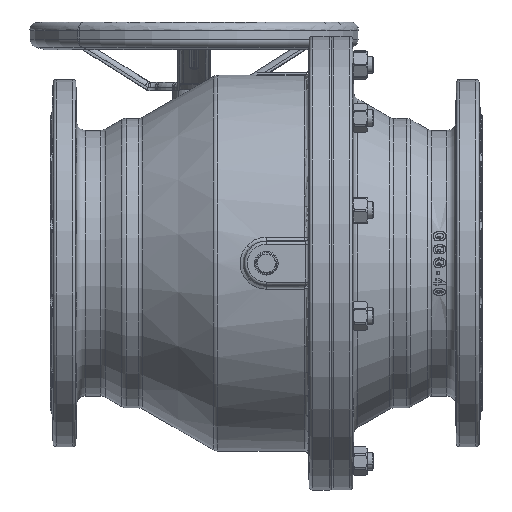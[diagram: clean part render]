
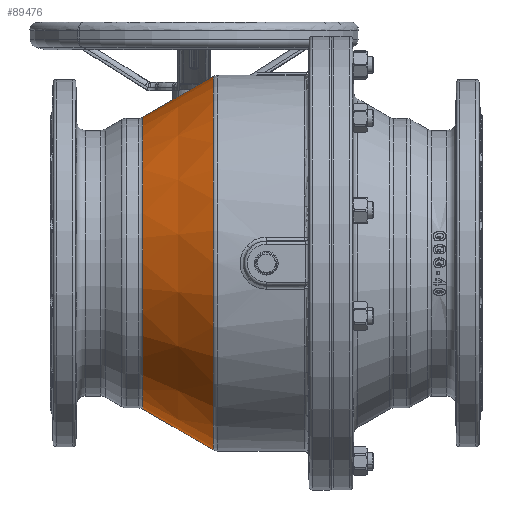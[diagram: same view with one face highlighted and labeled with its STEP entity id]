
A CAD part, front view. The second image highlights one B-rep face of the part: STEP entity #89476.
In plain terms, the highlighted conical face has half-angle 30 degrees and reference radius 174 mm.
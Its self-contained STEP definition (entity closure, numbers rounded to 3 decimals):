
#1717 = VERTEX_POINT ( 'NONE', #140894 ) ;
#2911 = DIRECTION ( 'NONE',  ( 0., 0., -1. ) ) ;
#3972 = AXIS2_PLACEMENT_3D ( 'NONE', #156722, #79839, #2911 ) ;
#6739 = CONICAL_SURFACE ( 'NONE', #92198, 174., 0.524 ) ;
#16447 = DIRECTION ( 'NONE',  ( 1., 0., 0. ) ) ;
#23757 = LINE ( 'NONE', #103230, #156393 ) ;
#29282 = CARTESIAN_POINT ( 'NONE',  ( -251.032, 0., 0. ) ) ;
#37699 = CIRCLE ( 'NONE', #3972, 135.072 ) ;
#41987 = EDGE_CURVE ( 'NONE', #43221, #1717, #37699, .T. ) ;
#43221 = VERTEX_POINT ( 'NONE', #136024 ) ;
#44864 = FACE_OUTER_BOUND ( 'NONE', #93756, .T. ) ;
#48295 = LINE ( 'NONE', #90812, #146743 ) ;
#50516 = EDGE_CURVE ( 'NONE', #1717, #98750, #23757, .T. ) ;
#52036 = DIRECTION ( 'NONE',  ( 0.866, 0., 0.5 ) ) ;
#55710 = CARTESIAN_POINT ( 'NONE',  ( -252.889, 0., 0. ) ) ;
#68592 = DIRECTION ( 'NONE',  ( 0., 0., 1. ) ) ;
#79839 = DIRECTION ( 'NONE',  ( 1., 0., 0. ) ) ;
#89397 = CIRCLE ( 'NONE', #143307, 172.928 ) ;
#89476 = ADVANCED_FACE ( 'NONE', ( #44864 ), #6739, .T. ) ;
#90296 = DIRECTION ( 'NONE',  ( 0.866, 0., -0.5 ) ) ;
#90688 = ORIENTED_EDGE ( 'NONE', *, *, #41987, .T. ) ;
#90812 = CARTESIAN_POINT ( 'NONE',  ( -251.032, 0., 174. ) ) ;
#92198 = AXIS2_PLACEMENT_3D ( 'NONE', #29282, #16447, #119115 ) ;
#93756 = EDGE_LOOP ( 'NONE', ( #105275, #90688, #127370, #139111 ) ) ;
#95654 = CARTESIAN_POINT ( 'NONE',  ( -252.889, 0., 172.928 ) ) ;
#98750 = VERTEX_POINT ( 'NONE', #126584 ) ;
#103230 = CARTESIAN_POINT ( 'NONE',  ( -251.032, 0., -174. ) ) ;
#105275 = ORIENTED_EDGE ( 'NONE', *, *, #124690, .F. ) ;
#116300 = EDGE_CURVE ( 'NONE', #98750, #126662, #89397, .T. ) ;
#119115 = DIRECTION ( 'NONE',  ( 0., 0., -1. ) ) ;
#124690 = EDGE_CURVE ( 'NONE', #43221, #126662, #48295, .T. ) ;
#126584 = CARTESIAN_POINT ( 'NONE',  ( -252.889, 0., -172.928 ) ) ;
#126662 = VERTEX_POINT ( 'NONE', #95654 ) ;
#127370 = ORIENTED_EDGE ( 'NONE', *, *, #50516, .T. ) ;
#136024 = CARTESIAN_POINT ( 'NONE',  ( -318.458, 0., 135.072 ) ) ;
#139111 = ORIENTED_EDGE ( 'NONE', *, *, #116300, .T. ) ;
#140894 = CARTESIAN_POINT ( 'NONE',  ( -318.458, 0., -135.072 ) ) ;
#143307 = AXIS2_PLACEMENT_3D ( 'NONE', #55710, #145475, #68592 ) ;
#145475 = DIRECTION ( 'NONE',  ( -1., 0., 0. ) ) ;
#146743 = VECTOR ( 'NONE', #52036, 1000. ) ;
#156393 = VECTOR ( 'NONE', #90296, 1000. ) ;
#156722 = CARTESIAN_POINT ( 'NONE',  ( -318.458, 0., 0. ) ) ;
